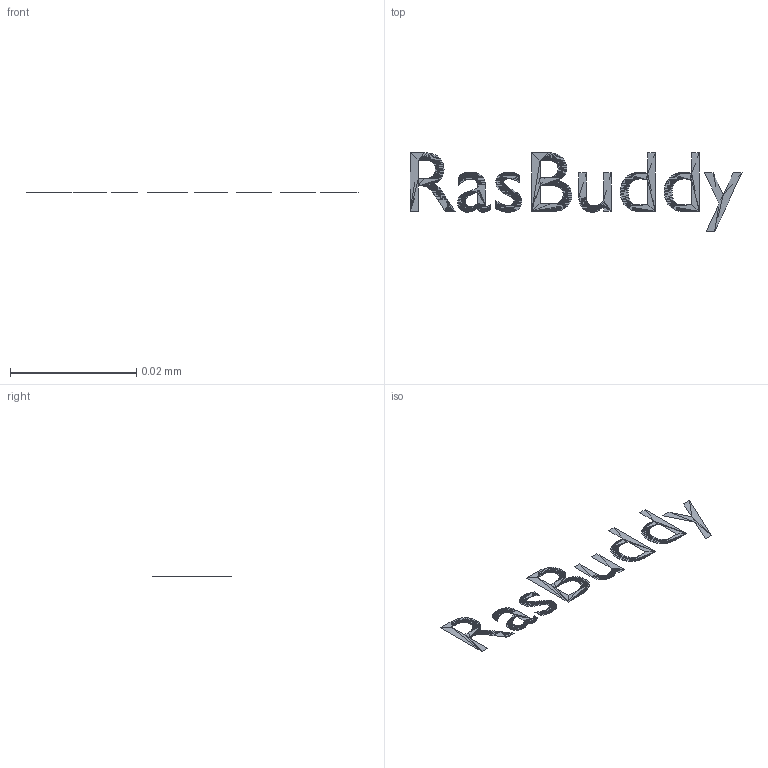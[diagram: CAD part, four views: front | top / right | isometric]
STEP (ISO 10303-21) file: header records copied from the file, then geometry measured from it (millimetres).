
FILE_DESCRIPTION(('FreeCAD Model'),'2;1');
FILE_NAME('Open CASCADE Shape Model','2025-05-30T07:03:43',('Author'),( ''),'Open CASCADE STEP processor 7.8','FreeCAD','Unknown');
FILE_SCHEMA(('AUTOMOTIVE_DESIGN { 1 0 10303 214 1 1 1 1 }'));
Length unit declared in the file: millimetre
Products named in the file (1): Text002
Bounding box: 0.05 x 0.01 x 0 mm (x, y, z)
Surface area: 0 mm2 (no closed solid volume)
Topology: 0 solids, 724 shells, 724 faces, 2172 edges, 2172 vertices
Faces by surface type: plane 724
Entity records: 31151 total; most frequent: CARTESIAN_POINT 5069, DIRECTION 3622, ORIENTED_EDGE 2172, EDGE_CURVE 2172, VERTEX_POINT 2172, LINE 2172, VECTOR 2172, AXIS2_PLACEMENT_3D 725
